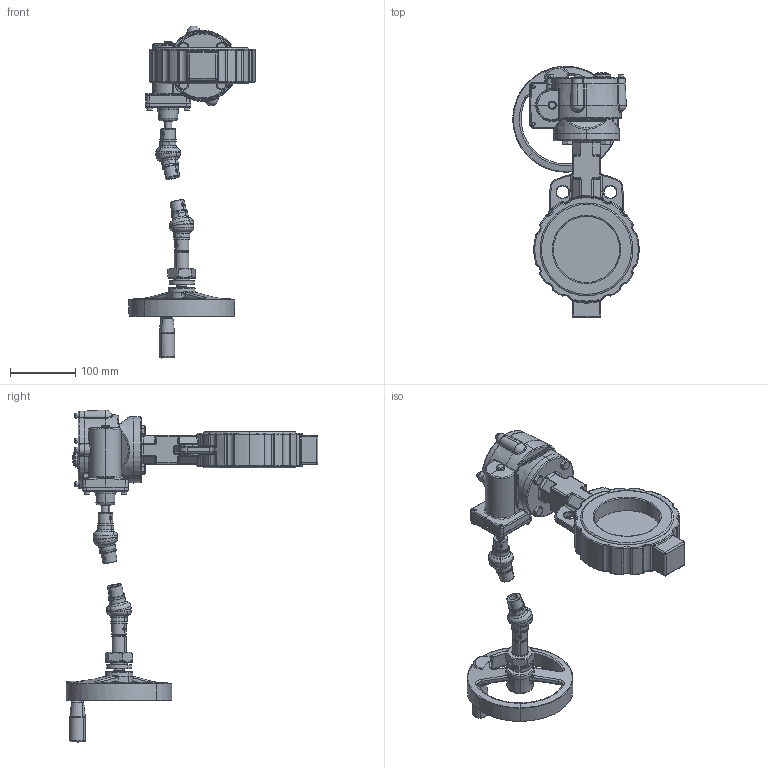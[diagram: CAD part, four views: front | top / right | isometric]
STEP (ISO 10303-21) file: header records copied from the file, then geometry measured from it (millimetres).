
FILE_DESCRIPTION (( 'STEP AP203' ), '1' );
FILE_NAME ('2954-G.STEP', '2011-06-02T13:15:50', ( 'Engineering Department' ), ( 'Elkhart Brass' ), 'SwSTEP 2.0', 'SolidWorks 2011', '' );
FILE_SCHEMA (( 'CONFIG_CONTROL_DESIGN' ));
Products named in the file (34): 2954-G; Products.Valves.2900 Series-29502954-G Butterfly Valve w Gear Actuator2954-G (02954000)20NULL; Products.Valves.2900 Series-295090 Gear Actuator 295456G NS8106110120NULL; Products.Valves.2900 Series-2950Gasket - Valve  Gearcase3380200010NULL; Hardware.Screws-Machine ScrewsScrew-Mach (10-24 x 0.750-lg) Soc Hd Cap SS6408500010NULL; Hardware.Screws-Machine Screws0.250-20 X 0.500 SOC CAP SCR SS61040000_USE10NULL; Products.Monitors.8394 (Industrial)-MechanicalSCREW - CAP #10-24 X 0.500-LG. SOC. HD.61037000_Mechanical10NULL; Products.Valves.2900 Series-2940COVER - GEAR CASE2353600180NULL; Products.Valves.2900 Series-2940CASE - GEAR 22358500140NULL; Release-Details 60000 - 64999Shaft - Worm (SS)6393200110NULL; Release-Details 10000 - 14999Adapter -  Flanged (Brass)1044800110NULL; Products.Valves.2900 Series-2940Remote Operator Sub w6.5 Handwheel8120800110NULL; Products.Valves.Remote Controls-GWP_4-0 (Position Indicating Handwheel)Lovejoy (6851470942) Univ Joint Assy4104200010NULL; Products.Valves.Remote Controls-GWP_4-0 (Position Indicating Handwheel)Lovejoy (68514470942) Univ Joint Pin41042000 Pin - Large10NULL; Products.Valves.Remote Controls-GWP_4-0 (Position Indicating Handwheel)Lovejoy (68514470942) Univ Joint Yoke - Lg Pin41042000 Yoke - Lg Pin10NULL; Products.Valves.Remote Controls-GWP_4-0 (Position Indicating Handwheel)Lovejoy (68514470942) Univ Joint Yoke - Sm Pin41042000 Yoke - Sm Pin10NULL; Products.Valves.Remote Controls-GWP_4-0 (Position Indicating Handwheel)Lovejoy (68514470942) Univ Joint Cross41042000 Cross10NULL; Products.Valves.Remote Controls-GWP_4-0 (Position Indicating Handwheel)Lovejoy (68514470942) Univ Joint Boot (Angled)41042000 Boot (15 Degree Angled)10NULL; Hardware.Washers-WashersWASHER-LOCK 1.0 ZP (INT TOOTH)7170100010NULL; Products.Valves.2900 Series-2940SHAFT - HANDWHEEL6404300110NULL; Products.Valves.Valve Controller-Valve Position Indicator (Gear)NUT - HEX 1-14 UNS-2B (ZP STL)4748200010NULL; Hardware.Pins-Roll PinsPin-Roll (79-040-187-0.812) SS5123600020NULL; Products.Valves.Manual Gear Operated Visual Indicator-Visual Pos. IndicatorBushing-Handwheel Shaft1668100030NULL; Products.Valves.Valve Controller-Valve Position Indicator (Gear)ADAPTER - PANEL (ROD GUIDE)1167900420NULL; Products.Valves.2900 Series-2940Handwheel 6.5 Sub 2940 CP8120300410NULL; tim-8297(2.0)CAPLUG (PLASTIC)5201800010NULL; Release-Details 35000 - 39999Handle-Spinner (Brass)36704001_10NULL; tim-8297(2.0)BOLT - SWIVEL (SS)1643600120NULL; Release-Details 35000 - 39999Handwheel 6.5 Dia (Brass) Tapered Hole3667800410NULL; Release-Details 20000 - 24999Cap - Cover (Sealcon DP-11_BK) Nylon Dome Plug2349500010NULL; Hardware.Screws-Machine ScrewsScrew-Mach (0.375-16 x .875-lg) Hex Hd SS61173000REL10NULL; Products.Valves.2900 Series-2950Adapter - Actuator Shaft (NS)1167410010NULL; Products.Valves.Butterfly-ButterflyAdapter-Valve Actuator (GEAR)11673101A10NULL; Products.Valves.2900 Series-2950Valve - Butterfly 4.0 Keystone7008600110NULL
Assembly tree (51 placements, depth 6):
  2954-G
    Products.Valves.2900 Series-29502954-G Butterfly Valve w Gear Actuator2954-G (02954000)20NULL
      Products.Valves.2900 Series-295090 Gear Actuator 295456G NS8106110120NULL
        Release-Details 60000 - 64999Shaft - Worm (SS)6393200110NULL
        Hardware.Screws-Machine ScrewsScrew-Mach (10-24 x 0.750-lg) Soc Hd Cap SS6408500010NULL  x4
        Products.Monitors.8394 (Industrial)-MechanicalSCREW - CAP #10-24 X 0.500-LG. SOC. HD.61037000_Mechanical10NULL  x4
        Hardware.Screws-Machine Screws0.250-20 X 0.500 SOC CAP SCR SS61040000_USE10NULL  x4
        Release-Details 10000 - 14999Adapter -  Flanged (Brass)1044800110NULL
        Products.Valves.2900 Series-2940Remote Operator Sub w6.5 Handwheel8120800110NULL
          Products.Valves.Manual Gear Operated Visual Indicator-Visual Pos. IndicatorBushing-Handwheel Shaft1668100030NULL  x2
          Products.Valves.Remote Controls-GWP_4-0 (Position Indicating Handwheel)Lovejoy (6851470942) Univ Joint Assy4104200010NULL  x2
            Hardware.Pins-Roll PinsPin-Roll (79-040-187-0.812) SS5123600020NULL
            Products.Valves.Remote Controls-GWP_4-0 (Position Indicating Handwheel)Lovejoy (68514470942) Univ Joint Pin41042000 Pin - Large10NULL
            Products.Valves.Remote Controls-GWP_4-0 (Position Indicating Handwheel)Lovejoy (68514470942) Univ Joint Yoke - Lg Pin41042000 Yoke - Lg Pin10NULL
            Products.Valves.Remote Controls-GWP_4-0 (Position Indicating Handwheel)Lovejoy (68514470942) Univ Joint Yoke - Sm Pin41042000 Yoke - Sm Pin10NULL
            Products.Valves.Remote Controls-GWP_4-0 (Position Indicating Handwheel)Lovejoy (68514470942) Univ Joint Cross41042000 Cross10NULL
            Products.Valves.Remote Controls-GWP_4-0 (Position Indicating Handwheel)Lovejoy (68514470942) Univ Joint Boot (Angled)41042000 Boot (15 Degree Angled)10NULL
          Hardware.Washers-WashersWASHER-LOCK 1.0 ZP (INT TOOTH)7170100010NULL
          Products.Valves.2900 Series-2940SHAFT - HANDWHEEL6404300110NULL
          Products.Valves.Valve Controller-Valve Position Indicator (Gear)NUT - HEX 1-14 UNS-2B (ZP STL)4748200010NULL
          Hardware.Pins-Roll PinsPin-Roll (79-040-187-0.812) SS5123600020NULL  x4
          Products.Valves.Valve Controller-Valve Position Indicator (Gear)ADAPTER - PANEL (ROD GUIDE)1167900420NULL
          Products.Valves.2900 Series-2940Handwheel 6.5 Sub 2940 CP8120300410NULL
            tim-8297(2.0)CAPLUG (PLASTIC)5201800010NULL
            Release-Details 35000 - 39999Handle-Spinner (Brass)36704001_10NULL
            tim-8297(2.0)BOLT - SWIVEL (SS)1643600120NULL
            Release-Details 35000 - 39999Handwheel 6.5 Dia (Brass) Tapered Hole3667800410NULL
        Products.Valves.2900 Series-2940CASE - GEAR 22358500140NULL
        Products.Valves.2900 Series-2940COVER - GEAR CASE2353600180NULL
        Products.Valves.2900 Series-2950Gasket - Valve  Gearcase3380200010NULL
      Hardware.Screws-Machine ScrewsScrew-Mach (0.375-16 x .875-lg) Hex Hd SS61173000REL10NULL  x4
      Release-Details 20000 - 24999Cap - Cover (Sealcon DP-11_BK) Nylon Dome Plug2349500010NULL
      Products.Valves.2900 Series-2950Adapter - Actuator Shaft (NS)1167410010NULL
      Products.Valves.Butterfly-ButterflyAdapter-Valve Actuator (GEAR)11673101A10NULL
      Products.Valves.2900 Series-2950Valve - Butterfly 4.0 Keystone7008600110NULL
Bounding box: 194.09 x 386.59 x 510.09 mm (x, y, z)
Volume: 1930868.7 mm3; surface area: 434012.3 mm2
Topology: 51 solids, 51 shells, 2227 faces, 5350 edges, 3253 vertices
Faces by surface type: cylinder 759, plane 490, bspline 417, torus 310, cone 242, sphere 9
Entity records: 76176 total; most frequent: CARTESIAN_POINT 33548, ORIENTED_EDGE 8408, DIRECTION 7734, EDGE_CURVE 4204, AXIS2_PLACEMENT_3D 3308, VERTEX_POINT 2555, EDGE_LOOP 1945, CIRCLE 1884
